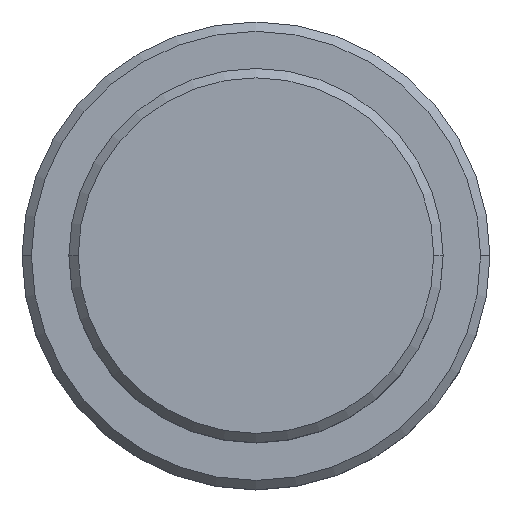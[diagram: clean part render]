
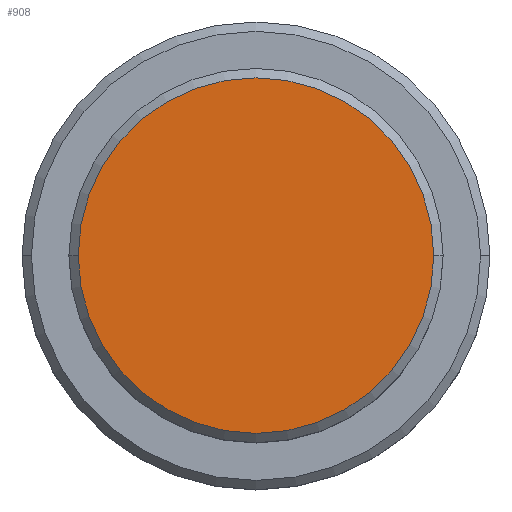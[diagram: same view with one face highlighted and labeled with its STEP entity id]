
A CAD part, top view. The second image highlights one B-rep face of the part: STEP entity #908.
In plain terms, the highlighted planar face has unit normal (0, 0, 1).
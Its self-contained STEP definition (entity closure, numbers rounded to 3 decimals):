
#32 = EDGE_CURVE ( 'NONE', #1139, #1268, #1296, .T. ) ;
#52 = DIRECTION ( 'NONE',  ( 1., 0., 0. ) ) ;
#103 = DIRECTION ( 'NONE',  ( 1., 0., 0. ) ) ;
#148 = CARTESIAN_POINT ( 'NONE',  ( 9.5, 0., 0. ) ) ;
#226 = AXIS2_PLACEMENT_3D ( 'NONE', #469, #838, #52 ) ;
#287 = ORIENTED_EDGE ( 'NONE', *, *, #32, .T. ) ;
#293 = DIRECTION ( 'NONE',  ( 1., 0., 0. ) ) ;
#317 = DIRECTION ( 'NONE',  ( 0., 0., 1. ) ) ;
#421 = PLANE ( 'NONE',  #729 ) ;
#469 = CARTESIAN_POINT ( 'NONE',  ( 0., 0., 0. ) ) ;
#729 = AXIS2_PLACEMENT_3D ( 'NONE', #744, #317, #293 ) ;
#744 = CARTESIAN_POINT ( 'NONE',  ( 0., 0., 0. ) ) ;
#764 = EDGE_LOOP ( 'NONE', ( #943, #287 ) ) ;
#784 = CARTESIAN_POINT ( 'NONE',  ( 0., 0., 0. ) ) ;
#838 = DIRECTION ( 'NONE',  ( 0., 0., 1. ) ) ;
#863 = CIRCLE ( 'NONE', #226, 9.5 ) ;
#908 = ADVANCED_FACE ( 'NONE', ( #1082 ), #421, .T. ) ;
#943 = ORIENTED_EDGE ( 'NONE', *, *, #1223, .T. ) ;
#966 = CARTESIAN_POINT ( 'NONE',  ( -9.5, 0., 0. ) ) ;
#1082 = FACE_OUTER_BOUND ( 'NONE', #764, .T. ) ;
#1139 = VERTEX_POINT ( 'NONE', #148 ) ;
#1223 = EDGE_CURVE ( 'NONE', #1268, #1139, #863, .T. ) ;
#1268 = VERTEX_POINT ( 'NONE', #966 ) ;
#1296 = CIRCLE ( 'NONE', #1382, 9.5 ) ;
#1382 = AXIS2_PLACEMENT_3D ( 'NONE', #784, #1404, #103 ) ;
#1404 = DIRECTION ( 'NONE',  ( 0., 0., 1. ) ) ;
